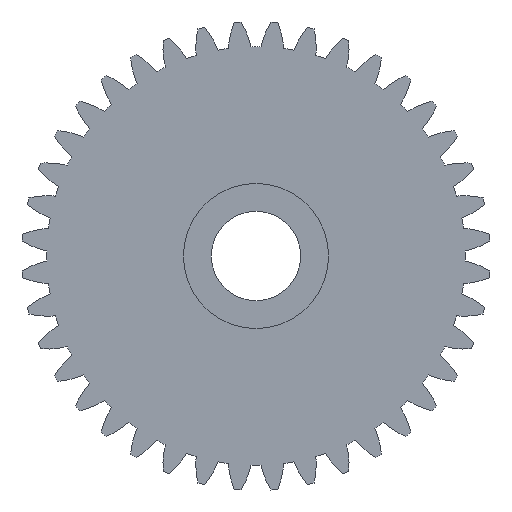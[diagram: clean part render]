
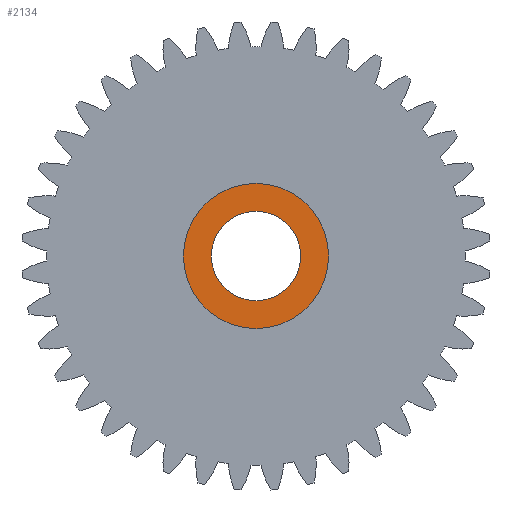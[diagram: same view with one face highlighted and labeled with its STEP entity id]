
A CAD part, left-side view. The second image highlights one B-rep face of the part: STEP entity #2134.
In plain terms, the highlighted planar face has unit normal (-1, 0, 0).
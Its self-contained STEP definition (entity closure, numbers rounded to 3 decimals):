
#580 = CARTESIAN_POINT ( 'NONE',  ( -1.8, 0., 0. ) ) ;
#798 = FACE_OUTER_BOUND ( 'NONE', #3575, .T. ) ;
#832 = DIRECTION ( 'NONE',  ( -1., 0., 0. ) ) ;
#885 = VERTEX_POINT ( 'NONE', #2739 ) ;
#1029 = CIRCLE ( 'NONE', #6021, 4. ) ;
#1147 = CARTESIAN_POINT ( 'NONE',  ( -1.8, 0., 0. ) ) ;
#1162 = VERTEX_POINT ( 'NONE', #4059 ) ;
#1266 = CARTESIAN_POINT ( 'NONE',  ( -1.8, 0., 0. ) ) ;
#1507 = CIRCLE ( 'NONE', #5305, 4. ) ;
#1533 = AXIS2_PLACEMENT_3D ( 'NONE', #580, #4909, #4441 ) ;
#1758 = DIRECTION ( 'NONE',  ( -1., 0., 0. ) ) ;
#1907 = AXIS2_PLACEMENT_3D ( 'NONE', #2710, #3648, #5990 ) ;
#2042 = EDGE_CURVE ( 'NONE', #2822, #885, #1507, .T. ) ;
#2134 = ADVANCED_FACE ( 'NONE', ( #798, #6025 ), #4097, .T. ) ;
#2231 = DIRECTION ( 'NONE',  ( 0., 0., 1. ) ) ;
#2299 = DIRECTION ( 'NONE',  ( 0., 0., 1. ) ) ;
#2406 = ORIENTED_EDGE ( 'NONE', *, *, #3065, .F. ) ;
#2710 = CARTESIAN_POINT ( 'NONE',  ( -1.8, 0., 0. ) ) ;
#2739 = CARTESIAN_POINT ( 'NONE',  ( -1.8, 0., -4. ) ) ;
#2822 = VERTEX_POINT ( 'NONE', #3979 ) ;
#2937 = AXIS2_PLACEMENT_3D ( 'NONE', #1147, #1758, #2231 ) ;
#3065 = EDGE_CURVE ( 'NONE', #885, #2822, #1029, .T. ) ;
#3433 = CIRCLE ( 'NONE', #2937, 6.5 ) ;
#3567 = VERTEX_POINT ( 'NONE', #4229 ) ;
#3575 = EDGE_LOOP ( 'NONE', ( #4285, #5254 ) ) ;
#3648 = DIRECTION ( 'NONE',  ( -1., 0., 0. ) ) ;
#3668 = EDGE_CURVE ( 'NONE', #3567, #1162, #5624, .T. ) ;
#3733 = EDGE_CURVE ( 'NONE', #1162, #3567, #3433, .T. ) ;
#3950 = EDGE_LOOP ( 'NONE', ( #2406, #5242 ) ) ;
#3979 = CARTESIAN_POINT ( 'NONE',  ( -1.8, 0., 4. ) ) ;
#4059 = CARTESIAN_POINT ( 'NONE',  ( -1.8, 0., -6.5 ) ) ;
#4097 = PLANE ( 'NONE',  #1907 ) ;
#4229 = CARTESIAN_POINT ( 'NONE',  ( -1.8, 0., 6.5 ) ) ;
#4285 = ORIENTED_EDGE ( 'NONE', *, *, #3733, .T. ) ;
#4441 = DIRECTION ( 'NONE',  ( 0., 0., 1. ) ) ;
#4909 = DIRECTION ( 'NONE',  ( -1., 0., 0. ) ) ;
#5136 = CARTESIAN_POINT ( 'NONE',  ( -1.8, 0., 0. ) ) ;
#5242 = ORIENTED_EDGE ( 'NONE', *, *, #2042, .F. ) ;
#5254 = ORIENTED_EDGE ( 'NONE', *, *, #3668, .T. ) ;
#5305 = AXIS2_PLACEMENT_3D ( 'NONE', #1266, #832, #2299 ) ;
#5624 = CIRCLE ( 'NONE', #1533, 6.5 ) ;
#5685 = DIRECTION ( 'NONE',  ( 0., 0., 1. ) ) ;
#5990 = DIRECTION ( 'NONE',  ( 0., 0., 1. ) ) ;
#6021 = AXIS2_PLACEMENT_3D ( 'NONE', #5136, #6095, #5685 ) ;
#6025 = FACE_BOUND ( 'NONE', #3950, .T. ) ;
#6095 = DIRECTION ( 'NONE',  ( -1., 0., 0. ) ) ;
